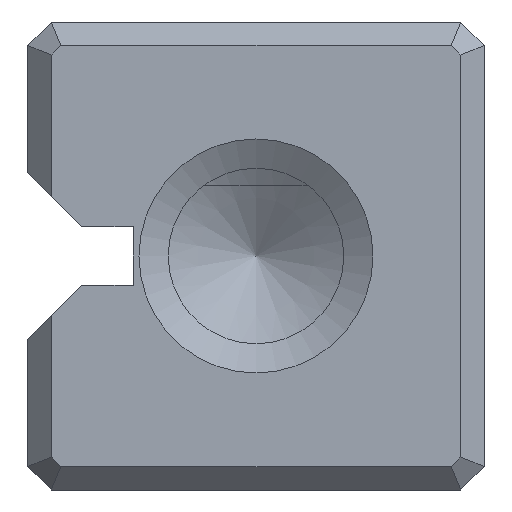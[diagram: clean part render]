
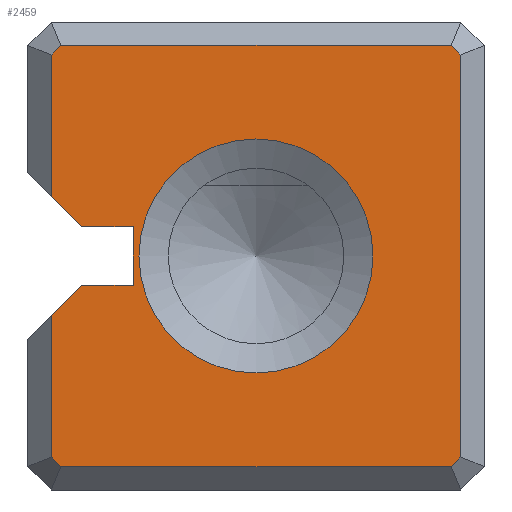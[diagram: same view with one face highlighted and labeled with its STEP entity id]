
A CAD part, left-side view. The second image highlights one B-rep face of the part: STEP entity #2459.
In plain terms, the highlighted planar face has unit normal (-1, 0, 0).
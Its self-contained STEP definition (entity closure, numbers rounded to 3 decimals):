
#2459=ADVANCED_FACE('',(#3362,#3363),#2835,.T.);
#2835=PLANE('',#8662);
#3085=CIRCLE('',#8661,1.);
#3362=FACE_BOUND('',#3532,.T.);
#3363=FACE_BOUND('',#3533,.T.);
#3532=EDGE_LOOP('',(#4216,#4217,#4218,#4219,#4220,#4221,#4222,#4223,#4224,
#4225,#4226,#4227,#4228,#4229));
#3533=EDGE_LOOP('',(#4230));
#4216=ORIENTED_EDGE('',*,*,#6660,.F.);
#4217=ORIENTED_EDGE('',*,*,#6661,.F.);
#4218=ORIENTED_EDGE('',*,*,#6662,.T.);
#4219=ORIENTED_EDGE('',*,*,#6663,.T.);
#4220=ORIENTED_EDGE('',*,*,#6664,.T.);
#4221=ORIENTED_EDGE('',*,*,#6665,.T.);
#4222=ORIENTED_EDGE('',*,*,#6666,.T.);
#4223=ORIENTED_EDGE('',*,*,#6667,.T.);
#4224=ORIENTED_EDGE('',*,*,#6668,.T.);
#4225=ORIENTED_EDGE('',*,*,#6669,.T.);
#4226=ORIENTED_EDGE('',*,*,#6670,.T.);
#4227=ORIENTED_EDGE('',*,*,#6671,.T.);
#4228=ORIENTED_EDGE('',*,*,#6672,.T.);
#4229=ORIENTED_EDGE('',*,*,#6673,.T.);
#4230=ORIENTED_EDGE('',*,*,#6674,.T.);
#6036=VERTEX_POINT('',#11088);
#6037=VERTEX_POINT('',#11089);
#6038=VERTEX_POINT('',#11091);
#6039=VERTEX_POINT('',#11093);
#6040=VERTEX_POINT('',#11095);
#6041=VERTEX_POINT('',#11097);
#6042=VERTEX_POINT('',#11099);
#6043=VERTEX_POINT('',#11101);
#6044=VERTEX_POINT('',#11103);
#6045=VERTEX_POINT('',#11105);
#6046=VERTEX_POINT('',#11107);
#6047=VERTEX_POINT('',#11109);
#6048=VERTEX_POINT('',#11111);
#6049=VERTEX_POINT('',#11113);
#6050=VERTEX_POINT('',#11116);
#6660=EDGE_CURVE('',#6036,#6037,#7481,.T.);
#6661=EDGE_CURVE('',#6038,#6036,#7482,.T.);
#6662=EDGE_CURVE('',#6038,#6039,#7483,.T.);
#6663=EDGE_CURVE('',#6039,#6040,#7484,.T.);
#6664=EDGE_CURVE('',#6040,#6041,#7485,.T.);
#6665=EDGE_CURVE('',#6041,#6042,#7486,.T.);
#6666=EDGE_CURVE('',#6042,#6043,#7487,.T.);
#6667=EDGE_CURVE('',#6043,#6044,#7488,.T.);
#6668=EDGE_CURVE('',#6044,#6045,#7489,.T.);
#6669=EDGE_CURVE('',#6045,#6046,#7490,.T.);
#6670=EDGE_CURVE('',#6046,#6047,#7491,.T.);
#6671=EDGE_CURVE('',#6047,#6048,#7492,.T.);
#6672=EDGE_CURVE('',#6048,#6049,#7493,.T.);
#6673=EDGE_CURVE('',#6049,#6037,#7494,.T.);
#6674=EDGE_CURVE('',#6050,#6050,#3085,.T.);
#7481=LINE('',#11087,#8141);
#7482=LINE('',#11090,#8142);
#7483=LINE('',#11092,#8143);
#7484=LINE('',#11094,#8144);
#7485=LINE('',#11096,#8145);
#7486=LINE('',#11098,#8146);
#7487=LINE('',#11100,#8147);
#7488=LINE('',#11102,#8148);
#7489=LINE('',#11104,#8149);
#7490=LINE('',#11106,#8150);
#7491=LINE('',#11108,#8151);
#7492=LINE('',#11110,#8152);
#7493=LINE('',#11112,#8153);
#7494=LINE('',#11114,#8154);
#8141=VECTOR('',#9172,1.);
#8142=VECTOR('',#9173,1.);
#8143=VECTOR('',#9174,1.);
#8144=VECTOR('',#9175,1.);
#8145=VECTOR('',#9176,1.);
#8146=VECTOR('',#9177,1.);
#8147=VECTOR('',#9178,1.);
#8148=VECTOR('',#9179,1.);
#8149=VECTOR('',#9180,1.);
#8150=VECTOR('',#9181,1.);
#8151=VECTOR('',#9182,1.);
#8152=VECTOR('',#9183,1.);
#8153=VECTOR('',#9184,1.);
#8154=VECTOR('',#9185,1.);
#8661=AXIS2_PLACEMENT_3D('',#11115,#9186,#9187);
#8662=AXIS2_PLACEMENT_3D('',#11117,#9188,#9189);
#9172=DIRECTION('',(0.,-1.,0.));
#9173=DIRECTION('',(0.,-0.707,0.707));
#9174=DIRECTION('',(0.,0.,-1.));
#9175=DIRECTION('',(0.,-0.707,-0.707));
#9176=DIRECTION('',(0.,-1.,0.));
#9177=DIRECTION('',(0.,-0.707,0.707));
#9178=DIRECTION('',(0.,0.,1.));
#9179=DIRECTION('',(0.,0.707,0.707));
#9180=DIRECTION('',(0.,1.,0.));
#9181=DIRECTION('',(0.,0.707,-0.707));
#9182=DIRECTION('',(0.,0.,-1.));
#9183=DIRECTION('',(0.,-0.707,-0.707));
#9184=DIRECTION('',(0.,-1.,0.));
#9185=DIRECTION('',(0.,0.,-1.));
#9186=DIRECTION('',(1.,0.,0.));
#9187=DIRECTION('',(0.,0.,-1.));
#9188=DIRECTION('',(-1.,0.,0.));
#9189=DIRECTION('',(0.,0.,-1.));
#11087=CARTESIAN_POINT('',(0.,3.,1.75));
#11088=CARTESIAN_POINT('',(0.,3.439,1.75));
#11089=CARTESIAN_POINT('',(0.,3.,1.75));
#11090=CARTESIAN_POINT('',(0.,3.9,1.289));
#11091=CARTESIAN_POINT('',(0.,3.7,1.489));
#11092=CARTESIAN_POINT('',(0.,3.7,0.));
#11093=CARTESIAN_POINT('',(0.,3.7,0.283));
#11094=CARTESIAN_POINT('',(0.,2.684,-0.734));
#11095=CARTESIAN_POINT('',(0.,3.617,0.2));
#11096=CARTESIAN_POINT('',(0.,1.95,0.2));
#11097=CARTESIAN_POINT('',(0.,0.283,0.2));
#11098=CARTESIAN_POINT('',(0.,1.216,-0.734));
#11099=CARTESIAN_POINT('',(0.,0.2,0.283));
#11100=CARTESIAN_POINT('',(0.,0.2,0.));
#11101=CARTESIAN_POINT('',(0.,0.2,3.717));
#11102=CARTESIAN_POINT('',(0.,-0.784,2.734));
#11103=CARTESIAN_POINT('',(0.,0.283,3.8));
#11104=CARTESIAN_POINT('',(0.,1.95,3.8));
#11105=CARTESIAN_POINT('',(0.,3.617,3.8));
#11106=CARTESIAN_POINT('',(0.,4.684,2.734));
#11107=CARTESIAN_POINT('',(0.,3.7,3.717));
#11108=CARTESIAN_POINT('',(0.,3.7,0.));
#11109=CARTESIAN_POINT('',(0.,3.7,2.511));
#11110=CARTESIAN_POINT('',(0.,3.9,2.711));
#11111=CARTESIAN_POINT('',(0.,3.439,2.25));
#11112=CARTESIAN_POINT('',(0.,3.,2.25));
#11113=CARTESIAN_POINT('',(0.,3.,2.25));
#11114=CARTESIAN_POINT('',(0.,3.,2.25));
#11115=CARTESIAN_POINT('',(0.,1.95,2.));
#11116=CARTESIAN_POINT('',(0.,1.95,1.));
#11117=CARTESIAN_POINT('',(0.,1.95,0.));
